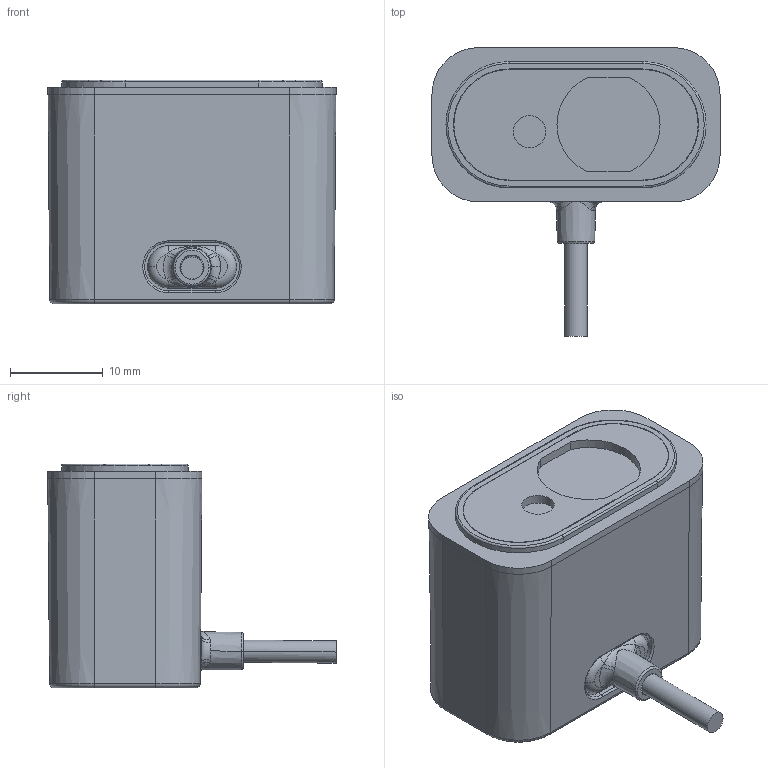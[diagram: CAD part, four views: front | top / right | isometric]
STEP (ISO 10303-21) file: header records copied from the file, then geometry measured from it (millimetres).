
FILE_DESCRIPTION(('FreeCAD Model'),'2;1');
FILE_NAME('Open CASCADE Shape Model','2025-05-10T19:54:11',(''),(''), 'Open CASCADE STEP processor 7.8','FreeCAD','Unknown');
FILE_SCHEMA(('AUTOMOTIVE_DESIGN { 1 0 10303 214 1 1 1 1 }'));
Length unit declared in the file: millimetre
Products named in the file (8): TOFSense-F2 PH007; TOFSense-F2 PH; TOFSense-F2 PH001; TOFSense-F2 PH002; TOFSense-F2 PH003; TOFSense-F2 PH004; TOFSense-F2 PH005; TOFSense-F2 PH006
Assembly tree (7 placements, depth 2):
  TOFSense-F2 PH007
    TOFSense-F2 PH
    TOFSense-F2 PH001
    TOFSense-F2 PH002
    TOFSense-F2 PH003
    TOFSense-F2 PH004
    TOFSense-F2 PH005
    TOFSense-F2 PH006
Bounding box: 31 x 31.05 x 24.1 mm (x, y, z)
Volume: 6977.7 mm3; surface area: 8040.9 mm2
Topology: 7 solids, 7 shells, 354 faces, 933 edges, 610 vertices
Faces by surface type: cylinder 221, plane 95, cone 16, torus 16, bspline 6
Entity records: 11853 total; most frequent: CARTESIAN_POINT 2486, DIRECTION 2112, ORIENTED_EDGE 1866, EDGE_CURVE 933, AXIS2_PLACEMENT_3D 852, VERTEX_POINT 610, CIRCLE 496, LINE 408
